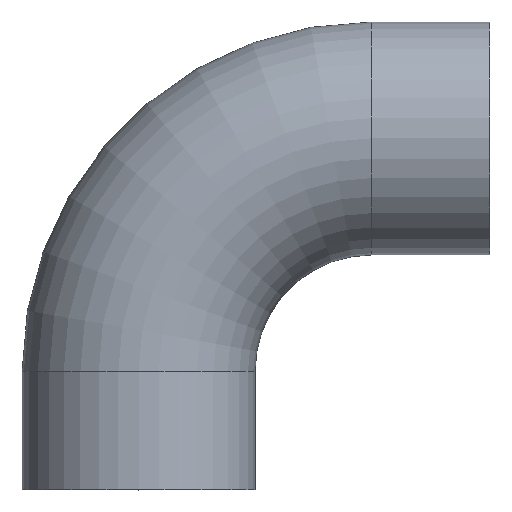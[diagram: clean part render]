
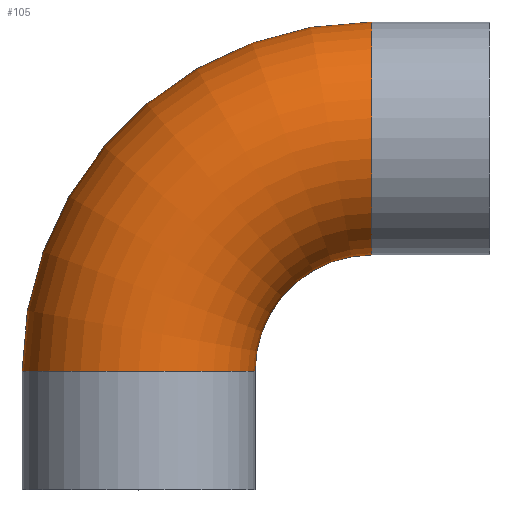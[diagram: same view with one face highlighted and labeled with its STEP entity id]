
A CAD part, top view. The second image highlights one B-rep face of the part: STEP entity #105.
In plain terms, the highlighted toroidal (fillet/blend) face has major radius 315 mm and minor radius 157.5 mm.
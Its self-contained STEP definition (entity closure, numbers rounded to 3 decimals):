
#83 = EDGE_CURVE( '', #193, #163, #217, .T. );
#101 = EDGE_CURVE( '', #193, #179, #238, .T. );
#105 = ADVANCED_FACE( '', ( #242 ), #243, .T. );
#135 = VERTEX_POINT( '', #279 );
#163 = VERTEX_POINT( '', #309 );
#175 = EDGE_CURVE( '', #163, #135, #322, .T. );
#179 = VERTEX_POINT( '', #326 );
#191 = EDGE_CURVE( '', #135, #179, #340, .T. );
#193 = VERTEX_POINT( '', #342 );
#217 = CIRCLE( '', #358, 472.5 );
#238 = CIRCLE( '', #383, 157.5 );
#242 = FACE_OUTER_BOUND( '', #387, .T. );
#243 = TOROIDAL_SURFACE( '', #388, 315., 157.5 );
#279 = CARTESIAN_POINT( '', ( 157.5, 160., 0. ) );
#309 = CARTESIAN_POINT( '', ( -157.5, 160., 0. ) );
#322 = CIRCLE( '', #491, 157.5 );
#326 = CARTESIAN_POINT( '', ( 315., 317.5, 0. ) );
#340 = CIRCLE( '', #514, 157.5 );
#342 = CARTESIAN_POINT( '', ( 315., 632.5, 0. ) );
#358 = AXIS2_PLACEMENT_3D( '', #526, #527, #528 );
#383 = AXIS2_PLACEMENT_3D( '', #562, #563, #564 );
#387 = EDGE_LOOP( '', ( #566, #567, #568, #569 ) );
#388 = AXIS2_PLACEMENT_3D( '', #570, #571, #572 );
#491 = AXIS2_PLACEMENT_3D( '', #667, #668, #669 );
#514 = AXIS2_PLACEMENT_3D( '', #693, #694, #695 );
#526 = CARTESIAN_POINT( '', ( 315., 160., 0. ) );
#527 = DIRECTION( '', ( 0., 0., 1. ) );
#528 = DIRECTION( '', ( 1., 0., 0. ) );
#562 = CARTESIAN_POINT( '', ( 315., 475., 0. ) );
#563 = DIRECTION( '', ( 1., 0., 0. ) );
#564 = DIRECTION( '', ( 0., -1., 0. ) );
#566 = ORIENTED_EDGE( '', *, *, #83, .T. );
#567 = ORIENTED_EDGE( '', *, *, #175, .T. );
#568 = ORIENTED_EDGE( '', *, *, #191, .T. );
#569 = ORIENTED_EDGE( '', *, *, #101, .F. );
#570 = CARTESIAN_POINT( '', ( 315., 160., 0. ) );
#571 = DIRECTION( '', ( 0., 0., 1. ) );
#572 = DIRECTION( '', ( 1., 0., 0. ) );
#667 = CARTESIAN_POINT( '', ( 0., 160., 0. ) );
#668 = DIRECTION( '', ( 0., 1., 0. ) );
#669 = DIRECTION( '', ( 1., 0., 0. ) );
#693 = CARTESIAN_POINT( '', ( 315., 160., 0. ) );
#694 = DIRECTION( '', ( 0., 0., -1. ) );
#695 = DIRECTION( '', ( 1., 0., 0. ) );
